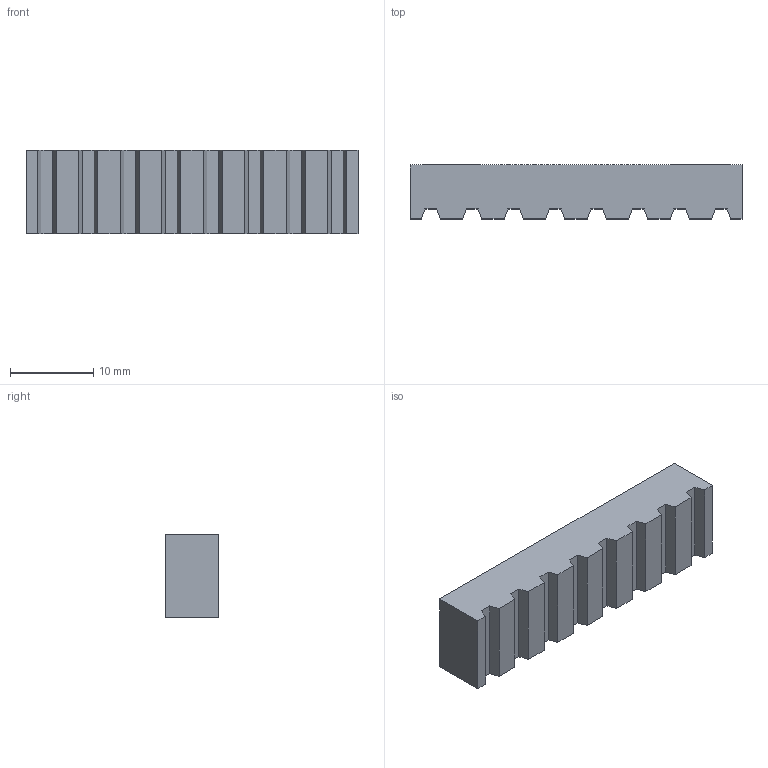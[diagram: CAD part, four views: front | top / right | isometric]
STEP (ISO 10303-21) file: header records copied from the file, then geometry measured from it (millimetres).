
FILE_DESCRIPTION(/* description */ (''),/* implementation_level */ '2;1');
FILE_NAME(/* name */ 'E_3_01_12_21_00_WKZ-0077.stp',/* time_stamp */ '2025-11-24T11:17:05+01:00',/* author */ ('d.fischer'),/* organization */ (''),/* preprocessor_version */ 'ST-DEVELOPER v20',/* originating_system */ 'Autodesk Inventor 2025',/* authorisation */ '');
FILE_SCHEMA (('AUTOMOTIVE_DESIGN { 1 0 10303 214 3 1 1 }'));
Length unit declared in the file: millimetre
Products named in the file (3): WKZ-0077; WKZ-0077-01; WKZ-0077-02
Assembly tree (2 placements, depth 2):
  WKZ-0077
    WKZ-0077-01
    WKZ-0077-02
Bounding box: 40 x 6.5 x 10 mm (x, y, z)
Volume: 2306 mm3; surface area: 3045.1 mm2
Topology: 2 solids, 2 shells, 59 faces, 165 edges, 110 vertices
Faces by surface type: plane 56, cylinder 3
Full cylindrical faces by diameter (mm): 3.242 x2, 5 x1
Entity records: 2013 total; most frequent: CARTESIAN_POINT 339, ORIENTED_EDGE 330, DIRECTION 299, EDGE_CURVE 165, LINE 159, VECTOR 159, VERTEX_POINT 110, AXIS2_PLACEMENT_3D 70
